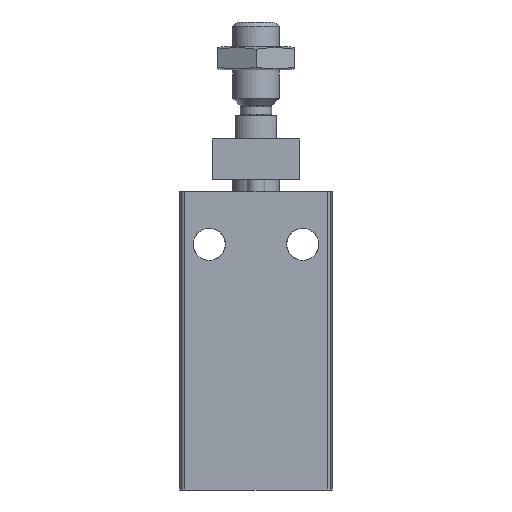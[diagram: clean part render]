
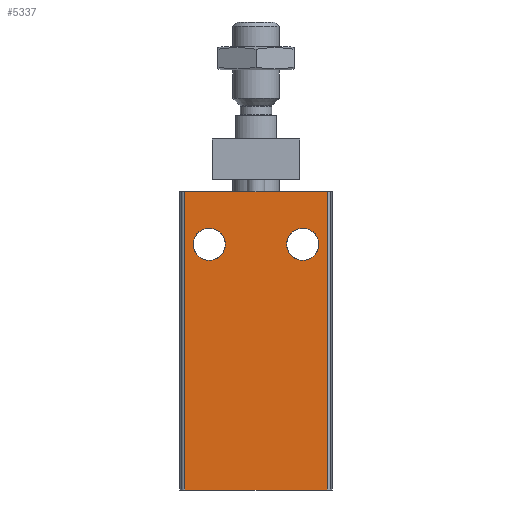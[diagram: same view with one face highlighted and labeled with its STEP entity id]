
A CAD part, front view. The second image highlights one B-rep face of the part: STEP entity #5337.
In plain terms, the highlighted planar face has unit normal (0, -1, 0).
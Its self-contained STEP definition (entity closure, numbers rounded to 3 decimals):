
#145=PLANE('',#5726);
#361=LINE('',#8172,#627);
#385=LINE('',#8261,#651);
#392=LINE('',#8288,#658);
#393=LINE('',#8289,#659);
#627=VECTOR('',#6483,1000.);
#651=VECTOR('',#6561,1000.);
#658=VECTOR('',#6594,1000.);
#659=VECTOR('',#6595,1000.);
#747=CIRCLE('',#5513,2.75);
#748=CIRCLE('',#5516,2.75);
#1476=ORIENTED_EDGE('',*,*,#2090,.F.);
#1477=ORIENTED_EDGE('',*,*,#2086,.F.);
#1478=ORIENTED_EDGE('',*,*,#2381,.T.);
#1479=ORIENTED_EDGE('',*,*,#2447,.T.);
#1480=ORIENTED_EDGE('',*,*,#2431,.F.);
#1481=ORIENTED_EDGE('',*,*,#2448,.F.);
#2086=EDGE_CURVE('',#2654,#2654,#747,.T.);
#2090=EDGE_CURVE('',#2658,#2658,#748,.T.);
#2381=EDGE_CURVE('',#2880,#2879,#361,.T.);
#2431=EDGE_CURVE('',#2917,#2918,#385,.T.);
#2447=EDGE_CURVE('',#2879,#2918,#392,.T.);
#2448=EDGE_CURVE('',#2880,#2917,#393,.T.);
#2654=VERTEX_POINT('',#7239);
#2658=VERTEX_POINT('',#7303);
#2879=VERTEX_POINT('',#8171);
#2880=VERTEX_POINT('',#8173);
#2917=VERTEX_POINT('',#8260);
#2918=VERTEX_POINT('',#8262);
#3262=EDGE_LOOP('',(#1476));
#3263=EDGE_LOOP('',(#1477));
#3264=EDGE_LOOP('',(#1478,#1479,#1480,#1481));
#3618=FACE_BOUND('',#3262,.T.);
#3619=FACE_BOUND('',#3263,.T.);
#3620=FACE_BOUND('',#3264,.T.);
#5337=ADVANCED_FACE('',(#3618,#3619,#3620),#145,.T.);
#5513=AXIS2_PLACEMENT_3D('',#7238,#5989,#5990);
#5516=AXIS2_PLACEMENT_3D('',#7302,#5995,#5996);
#5726=AXIS2_PLACEMENT_3D('',#8287,#6592,#6593);
#5989=DIRECTION('',(0.,-1.,0.));
#5990=DIRECTION('',(0.,0.,-1.));
#5995=DIRECTION('',(0.,-1.,0.));
#5996=DIRECTION('',(0.,0.,-1.));
#6483=DIRECTION('',(1.,0.,0.));
#6561=DIRECTION('',(1.,0.,0.));
#6592=DIRECTION('',(0.,-1.,0.));
#6593=DIRECTION('',(0.,0.,-1.));
#6594=DIRECTION('',(0.,0.,1.));
#6595=DIRECTION('',(0.,0.,1.));
#7238=CARTESIAN_POINT('',(8.,-20.,-9.));
#7239=CARTESIAN_POINT('',(8.,-20.,-11.75));
#7302=CARTESIAN_POINT('',(-8.,-20.,-9.));
#7303=CARTESIAN_POINT('',(-8.,-20.,-11.75));
#8171=CARTESIAN_POINT('',(12.182,-20.,-51.));
#8172=CARTESIAN_POINT('',(-13.,-20.,-51.));
#8173=CARTESIAN_POINT('',(-12.182,-20.,-51.));
#8260=CARTESIAN_POINT('',(-12.182,-20.,0.));
#8261=CARTESIAN_POINT('',(-13.,-20.,0.));
#8262=CARTESIAN_POINT('',(12.182,-20.,0.));
#8287=CARTESIAN_POINT('',(-13.,-20.,-51.));
#8288=CARTESIAN_POINT('',(12.182,-20.,-51.));
#8289=CARTESIAN_POINT('',(-12.182,-20.,-51.));
